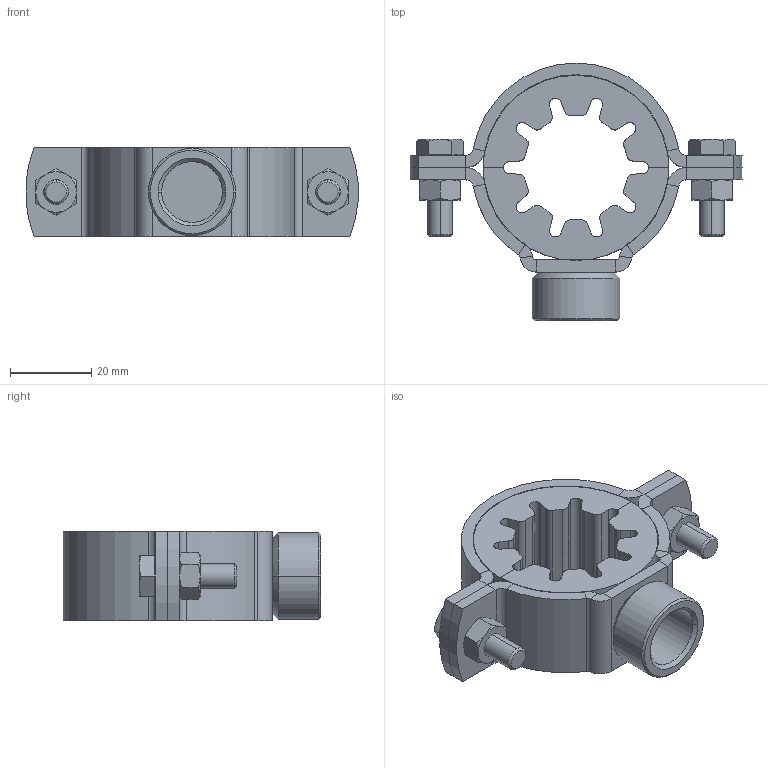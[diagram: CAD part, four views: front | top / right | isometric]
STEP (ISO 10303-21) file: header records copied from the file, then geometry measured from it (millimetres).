
FILE_DESCRIPTION (( 'STEP AP203' ), '1' );
FILE_NAME ('51.822.STEP', '2019-11-21T16:22:35', ( '' ), ( '' ), 'SwSTEP 2.0', 'SolidWorks 2019', '' );
FILE_SCHEMA (( 'CONFIG_CONTROL_DESIGN' ));
Length unit declared in the file: millimetre
Products named in the file (8): 1000003444; 1000003264; 51.822; 1000003425_03 - Gr. 25-28 - H-17108.603; 1000003419_03 - Gr. 25-28 - H-17107.003; 1000003485; 1000003390_03 - Gr. 25-28 - H-17106.003; 1000003483
Assembly tree (10 placements, depth 3):
  51.822
    1000003425_03 - Gr. 25-28 - H-17108.603
      1000003419_03 - Gr. 25-28 - H-17107.003
      1000003264
    1000003390_03 - Gr. 25-28 - H-17106.003
    1000003444  x2
    1000003483  x2
    1000003485  x2
Bounding box: 81.83 x 63.5 x 22 mm (x, y, z)
Volume: 39312.3 mm3; surface area: 23416 mm2
Topology: 9 solids, 9 shells, 282 faces, 652 edges, 390 vertices
Faces by surface type: plane 118, cylinder 102, cone 62
Entity records: 6193 total; most frequent: CARTESIAN_POINT 1027, DIRECTION 963, ORIENTED_EDGE 840, EDGE_CURVE 420, AXIS2_PLACEMENT_3D 379, VERTEX_POINT 247, VECTOR 205, LINE 205
